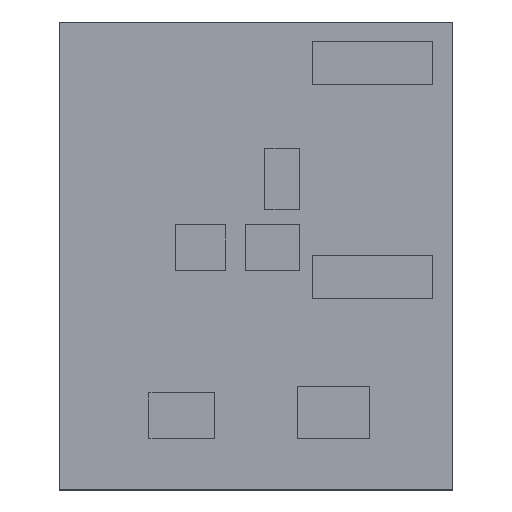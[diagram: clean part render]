
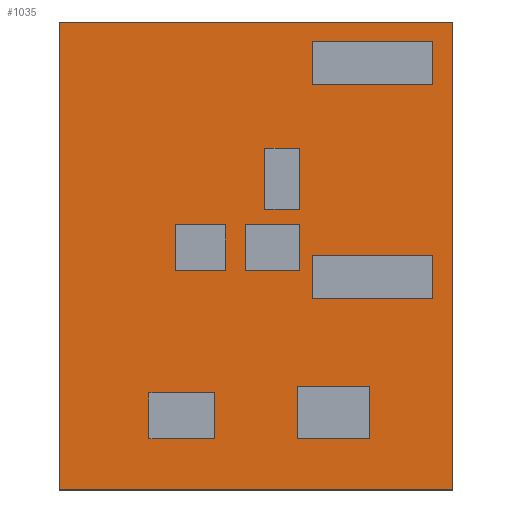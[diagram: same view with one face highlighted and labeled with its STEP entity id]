
A CAD part, top view. The second image highlights one B-rep face of the part: STEP entity #1035.
In plain terms, the highlighted planar face has unit normal (0, 0, 1).
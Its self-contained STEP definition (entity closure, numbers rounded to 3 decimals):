
#37=FACE_BOUND('',#148,.T.);
#38=FACE_BOUND('',#149,.T.);
#39=FACE_BOUND('',#150,.T.);
#40=FACE_BOUND('',#151,.T.);
#41=FACE_BOUND('',#152,.T.);
#42=FACE_BOUND('',#153,.T.);
#43=FACE_BOUND('',#154,.T.);
#87=FACE_OUTER_BOUND('',#147,.T.);
#147=EDGE_LOOP('',(#855,#856,#857,#858));
#148=EDGE_LOOP('',(#859,#860,#861,#862));
#149=EDGE_LOOP('',(#863,#864,#865,#866));
#150=EDGE_LOOP('',(#867,#868,#869,#870));
#151=EDGE_LOOP('',(#871,#872,#873,#874));
#152=EDGE_LOOP('',(#875,#876,#877,#878));
#153=EDGE_LOOP('',(#879,#880,#881,#882));
#154=EDGE_LOOP('',(#883,#884,#885,#886));
#175=LINE('',#1383,#309);
#178=LINE('',#1389,#312);
#181=LINE('',#1395,#315);
#184=LINE('',#1399,#318);
#187=LINE('',#1407,#321);
#190=LINE('',#1413,#324);
#193=LINE('',#1419,#327);
#196=LINE('',#1423,#330);
#199=LINE('',#1431,#333);
#202=LINE('',#1437,#336);
#205=LINE('',#1443,#339);
#208=LINE('',#1447,#342);
#211=LINE('',#1455,#345);
#214=LINE('',#1461,#348);
#217=LINE('',#1467,#351);
#220=LINE('',#1471,#354);
#223=LINE('',#1479,#357);
#226=LINE('',#1485,#360);
#229=LINE('',#1491,#363);
#232=LINE('',#1495,#366);
#235=LINE('',#1503,#369);
#238=LINE('',#1509,#372);
#241=LINE('',#1515,#375);
#244=LINE('',#1519,#378);
#247=LINE('',#1527,#381);
#250=LINE('',#1533,#384);
#253=LINE('',#1539,#387);
#256=LINE('',#1543,#390);
#269=LINE('',#1572,#403);
#273=LINE('',#1580,#407);
#276=LINE('',#1586,#410);
#279=LINE('',#1591,#413);
#309=VECTOR('',#1130,10.);
#312=VECTOR('',#1135,10.);
#315=VECTOR('',#1140,10.);
#318=VECTOR('',#1145,10.);
#321=VECTOR('',#1150,10.);
#324=VECTOR('',#1155,10.);
#327=VECTOR('',#1160,10.);
#330=VECTOR('',#1165,10.);
#333=VECTOR('',#1170,10.);
#336=VECTOR('',#1175,10.);
#339=VECTOR('',#1180,10.);
#342=VECTOR('',#1185,10.);
#345=VECTOR('',#1190,10.);
#348=VECTOR('',#1195,10.);
#351=VECTOR('',#1200,10.);
#354=VECTOR('',#1205,10.);
#357=VECTOR('',#1210,10.);
#360=VECTOR('',#1215,10.);
#363=VECTOR('',#1220,10.);
#366=VECTOR('',#1225,10.);
#369=VECTOR('',#1230,10.);
#372=VECTOR('',#1235,10.);
#375=VECTOR('',#1240,10.);
#378=VECTOR('',#1245,10.);
#381=VECTOR('',#1250,10.);
#384=VECTOR('',#1255,10.);
#387=VECTOR('',#1260,10.);
#390=VECTOR('',#1265,10.);
#403=VECTOR('',#1290,10.);
#407=VECTOR('',#1296,10.);
#410=VECTOR('',#1301,10.);
#413=VECTOR('',#1306,10.);
#443=VERTEX_POINT('',#1380);
#444=VERTEX_POINT('',#1382);
#446=VERTEX_POINT('',#1388);
#448=VERTEX_POINT('',#1394);
#451=VERTEX_POINT('',#1404);
#452=VERTEX_POINT('',#1406);
#454=VERTEX_POINT('',#1412);
#456=VERTEX_POINT('',#1418);
#459=VERTEX_POINT('',#1428);
#460=VERTEX_POINT('',#1430);
#462=VERTEX_POINT('',#1436);
#464=VERTEX_POINT('',#1442);
#467=VERTEX_POINT('',#1452);
#468=VERTEX_POINT('',#1454);
#470=VERTEX_POINT('',#1460);
#472=VERTEX_POINT('',#1466);
#475=VERTEX_POINT('',#1476);
#476=VERTEX_POINT('',#1478);
#478=VERTEX_POINT('',#1484);
#480=VERTEX_POINT('',#1490);
#483=VERTEX_POINT('',#1500);
#484=VERTEX_POINT('',#1502);
#486=VERTEX_POINT('',#1508);
#488=VERTEX_POINT('',#1514);
#491=VERTEX_POINT('',#1524);
#492=VERTEX_POINT('',#1526);
#494=VERTEX_POINT('',#1532);
#496=VERTEX_POINT('',#1538);
#505=VERTEX_POINT('',#1570);
#506=VERTEX_POINT('',#1571);
#509=VERTEX_POINT('',#1579);
#511=VERTEX_POINT('',#1585);
#535=EDGE_CURVE('',#444,#443,#175,.T.);
#538=EDGE_CURVE('',#446,#444,#178,.T.);
#541=EDGE_CURVE('',#448,#446,#181,.T.);
#544=EDGE_CURVE('',#443,#448,#184,.T.);
#547=EDGE_CURVE('',#452,#451,#187,.T.);
#550=EDGE_CURVE('',#454,#452,#190,.T.);
#553=EDGE_CURVE('',#456,#454,#193,.T.);
#556=EDGE_CURVE('',#451,#456,#196,.T.);
#559=EDGE_CURVE('',#460,#459,#199,.T.);
#562=EDGE_CURVE('',#462,#460,#202,.T.);
#565=EDGE_CURVE('',#464,#462,#205,.T.);
#568=EDGE_CURVE('',#459,#464,#208,.T.);
#571=EDGE_CURVE('',#468,#467,#211,.T.);
#574=EDGE_CURVE('',#470,#468,#214,.T.);
#577=EDGE_CURVE('',#472,#470,#217,.T.);
#580=EDGE_CURVE('',#467,#472,#220,.T.);
#583=EDGE_CURVE('',#476,#475,#223,.T.);
#586=EDGE_CURVE('',#478,#476,#226,.T.);
#589=EDGE_CURVE('',#480,#478,#229,.T.);
#592=EDGE_CURVE('',#475,#480,#232,.T.);
#595=EDGE_CURVE('',#484,#483,#235,.T.);
#598=EDGE_CURVE('',#486,#484,#238,.T.);
#601=EDGE_CURVE('',#488,#486,#241,.T.);
#604=EDGE_CURVE('',#483,#488,#244,.T.);
#607=EDGE_CURVE('',#492,#491,#247,.T.);
#610=EDGE_CURVE('',#494,#492,#250,.T.);
#613=EDGE_CURVE('',#496,#494,#253,.T.);
#616=EDGE_CURVE('',#491,#496,#256,.T.);
#629=EDGE_CURVE('',#505,#506,#269,.T.);
#633=EDGE_CURVE('',#509,#505,#273,.T.);
#636=EDGE_CURVE('',#511,#509,#276,.T.);
#639=EDGE_CURVE('',#506,#511,#279,.T.);
#855=ORIENTED_EDGE('',*,*,#639,.F.);
#856=ORIENTED_EDGE('',*,*,#629,.F.);
#857=ORIENTED_EDGE('',*,*,#633,.F.);
#858=ORIENTED_EDGE('',*,*,#636,.F.);
#859=ORIENTED_EDGE('',*,*,#541,.T.);
#860=ORIENTED_EDGE('',*,*,#538,.T.);
#861=ORIENTED_EDGE('',*,*,#535,.T.);
#862=ORIENTED_EDGE('',*,*,#544,.T.);
#863=ORIENTED_EDGE('',*,*,#553,.T.);
#864=ORIENTED_EDGE('',*,*,#550,.T.);
#865=ORIENTED_EDGE('',*,*,#547,.T.);
#866=ORIENTED_EDGE('',*,*,#556,.T.);
#867=ORIENTED_EDGE('',*,*,#565,.T.);
#868=ORIENTED_EDGE('',*,*,#562,.T.);
#869=ORIENTED_EDGE('',*,*,#559,.T.);
#870=ORIENTED_EDGE('',*,*,#568,.T.);
#871=ORIENTED_EDGE('',*,*,#577,.T.);
#872=ORIENTED_EDGE('',*,*,#574,.T.);
#873=ORIENTED_EDGE('',*,*,#571,.T.);
#874=ORIENTED_EDGE('',*,*,#580,.T.);
#875=ORIENTED_EDGE('',*,*,#589,.T.);
#876=ORIENTED_EDGE('',*,*,#586,.T.);
#877=ORIENTED_EDGE('',*,*,#583,.T.);
#878=ORIENTED_EDGE('',*,*,#592,.T.);
#879=ORIENTED_EDGE('',*,*,#601,.T.);
#880=ORIENTED_EDGE('',*,*,#598,.T.);
#881=ORIENTED_EDGE('',*,*,#595,.T.);
#882=ORIENTED_EDGE('',*,*,#604,.T.);
#883=ORIENTED_EDGE('',*,*,#613,.T.);
#884=ORIENTED_EDGE('',*,*,#610,.T.);
#885=ORIENTED_EDGE('',*,*,#607,.T.);
#886=ORIENTED_EDGE('',*,*,#616,.T.);
#985=PLANE('',#1103);
#1035=ADVANCED_FACE('',(#87,#37,#38,#39,#40,#41,#42,#43),#985,.F.);
#1103=AXIS2_PLACEMENT_3D('',#1594,#1310,#1311);
#1130=DIRECTION('',(0.,1.,0.));
#1135=DIRECTION('',(-1.,0.,0.));
#1140=DIRECTION('',(0.,-1.,0.));
#1145=DIRECTION('',(1.,0.,0.));
#1150=DIRECTION('',(0.,1.,0.));
#1155=DIRECTION('',(-1.,0.,0.));
#1160=DIRECTION('',(0.,-1.,0.));
#1165=DIRECTION('',(1.,0.,0.));
#1170=DIRECTION('',(0.,1.,0.));
#1175=DIRECTION('',(-1.,0.,0.));
#1180=DIRECTION('',(0.,-1.,0.));
#1185=DIRECTION('',(1.,0.,0.));
#1190=DIRECTION('',(0.,1.,0.));
#1195=DIRECTION('',(-1.,0.,0.));
#1200=DIRECTION('',(0.,-1.,0.));
#1205=DIRECTION('',(1.,0.,0.));
#1210=DIRECTION('',(0.,1.,0.));
#1215=DIRECTION('',(-1.,0.,0.));
#1220=DIRECTION('',(0.,-1.,0.));
#1225=DIRECTION('',(1.,0.,0.));
#1230=DIRECTION('',(0.,1.,0.));
#1235=DIRECTION('',(-1.,0.,0.));
#1240=DIRECTION('',(0.,-1.,0.));
#1245=DIRECTION('',(1.,0.,0.));
#1250=DIRECTION('',(0.,1.,0.));
#1255=DIRECTION('',(-1.,0.,0.));
#1260=DIRECTION('',(0.,-1.,0.));
#1265=DIRECTION('',(1.,0.,0.));
#1290=DIRECTION('',(-1.,0.,0.));
#1296=DIRECTION('',(0.,-1.,0.));
#1301=DIRECTION('',(1.,0.,0.));
#1306=DIRECTION('',(0.,1.,0.));
#1310=DIRECTION('center_axis',(0.,0.,-1.));
#1311=DIRECTION('ref_axis',(-1.,0.,0.));
#1380=CARTESIAN_POINT('',(15.299,0.147,50.));
#1382=CARTESIAN_POINT('',(15.299,-11.621,50.));
#1383=CARTESIAN_POINT('',(15.299,-5.811,50.));
#1388=CARTESIAN_POINT('',(47.662,-11.621,50.));
#1389=CARTESIAN_POINT('',(23.831,-11.621,50.));
#1394=CARTESIAN_POINT('',(47.662,0.147,50.));
#1395=CARTESIAN_POINT('',(47.662,0.074,50.));
#1399=CARTESIAN_POINT('',(7.649,0.147,50.));
#1404=CARTESIAN_POINT('',(15.299,57.812,50.));
#1406=CARTESIAN_POINT('',(15.299,46.043,50.));
#1407=CARTESIAN_POINT('',(15.299,23.022,50.));
#1412=CARTESIAN_POINT('',(47.662,46.043,50.));
#1413=CARTESIAN_POINT('',(23.831,46.043,50.));
#1418=CARTESIAN_POINT('',(47.662,57.812,50.));
#1419=CARTESIAN_POINT('',(47.662,28.906,50.));
#1423=CARTESIAN_POINT('',(7.649,57.812,50.));
#1428=CARTESIAN_POINT('',(-21.771,8.385,50.));
#1430=CARTESIAN_POINT('',(-21.771,-3.972,50.));
#1431=CARTESIAN_POINT('',(-21.771,-1.986,50.));
#1436=CARTESIAN_POINT('',(-8.238,-3.972,50.));
#1437=CARTESIAN_POINT('',(-4.119,-3.972,50.));
#1442=CARTESIAN_POINT('',(-8.238,8.385,50.));
#1443=CARTESIAN_POINT('',(-8.238,4.192,50.));
#1447=CARTESIAN_POINT('',(-10.886,8.385,50.));
#1452=CARTESIAN_POINT('',(11.18,-35.158,50.));
#1454=CARTESIAN_POINT('',(11.18,-49.28,50.));
#1455=CARTESIAN_POINT('',(11.18,-24.64,50.));
#1460=CARTESIAN_POINT('',(30.598,-49.28,50.));
#1461=CARTESIAN_POINT('',(15.299,-49.28,50.));
#1466=CARTESIAN_POINT('',(30.598,-35.158,50.));
#1467=CARTESIAN_POINT('',(30.598,-17.579,50.));
#1471=CARTESIAN_POINT('',(5.59,-35.158,50.));
#1476=CARTESIAN_POINT('',(2.354,28.979,50.));
#1478=CARTESIAN_POINT('',(2.354,12.504,50.));
#1479=CARTESIAN_POINT('',(2.354,6.252,50.));
#1484=CARTESIAN_POINT('',(11.768,12.504,50.));
#1485=CARTESIAN_POINT('',(5.884,12.504,50.));
#1490=CARTESIAN_POINT('',(11.768,28.979,50.));
#1491=CARTESIAN_POINT('',(11.768,14.49,50.));
#1495=CARTESIAN_POINT('',(1.177,28.979,50.));
#1500=CARTESIAN_POINT('',(-2.942,8.385,50.));
#1502=CARTESIAN_POINT('',(-2.942,-3.972,50.));
#1503=CARTESIAN_POINT('',(-2.942,-1.986,50.));
#1508=CARTESIAN_POINT('',(11.768,-3.972,50.));
#1509=CARTESIAN_POINT('',(5.884,-3.972,50.));
#1514=CARTESIAN_POINT('',(11.768,8.385,50.));
#1515=CARTESIAN_POINT('',(11.768,4.192,50.));
#1519=CARTESIAN_POINT('',(-1.471,8.385,50.));
#1524=CARTESIAN_POINT('',(-28.832,-36.923,50.));
#1526=CARTESIAN_POINT('',(-28.832,-49.28,50.));
#1527=CARTESIAN_POINT('',(-28.832,-24.64,50.));
#1532=CARTESIAN_POINT('',(-11.18,-49.28,50.));
#1533=CARTESIAN_POINT('',(-5.59,-49.28,50.));
#1538=CARTESIAN_POINT('',(-11.18,-36.923,50.));
#1539=CARTESIAN_POINT('',(-11.18,-18.462,50.));
#1543=CARTESIAN_POINT('',(-14.416,-36.923,50.));
#1570=CARTESIAN_POINT('',(53.,-63.,50.));
#1571=CARTESIAN_POINT('',(-53.,-63.,50.));
#1572=CARTESIAN_POINT('',(53.,-63.,50.));
#1579=CARTESIAN_POINT('',(53.,63.,50.));
#1580=CARTESIAN_POINT('',(53.,63.,50.));
#1585=CARTESIAN_POINT('',(-53.,63.,50.));
#1586=CARTESIAN_POINT('',(-53.,63.,50.));
#1591=CARTESIAN_POINT('',(-53.,-63.,50.));
#1594=CARTESIAN_POINT('Origin',(0.,0.,50.));
